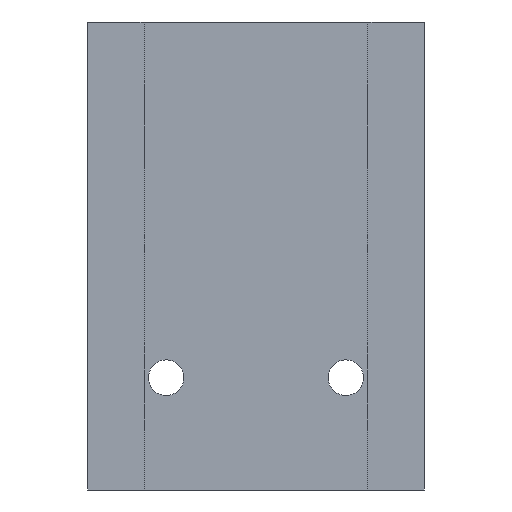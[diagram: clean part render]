
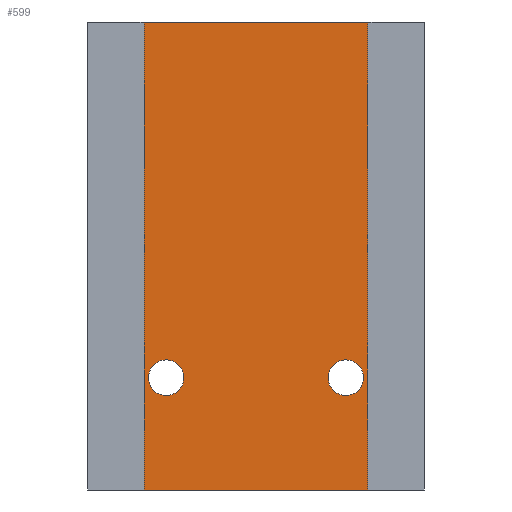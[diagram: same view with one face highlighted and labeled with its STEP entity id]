
A CAD part, front view. The second image highlights one B-rep face of the part: STEP entity #599.
In plain terms, the highlighted planar face has unit normal (0, -1, 0).
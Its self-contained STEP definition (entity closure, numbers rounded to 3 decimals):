
#29=FACE_BOUND('',#229,.T.);
#30=FACE_BOUND('',#230,.T.);
#43=PLANE('',#670);
#93=LINE('',#1216,#143);
#94=LINE('',#1219,#144);
#95=LINE('',#1221,#145);
#96=LINE('',#1222,#146);
#143=VECTOR('',#826,10.);
#144=VECTOR('',#829,10.);
#145=VECTOR('',#830,10.);
#146=VECTOR('',#831,10.);
#188=FACE_OUTER_BOUND('',#228,.T.);
#228=EDGE_LOOP('',(#537,#538,#539,#540));
#229=EDGE_LOOP('',(#541));
#230=EDGE_LOOP('',(#542));
#253=CIRCLE('',#640,0.95);
#255=CIRCLE('',#644,0.95);
#293=VERTEX_POINT('',#1136);
#295=VERTEX_POINT('',#1144);
#316=VERTEX_POINT('',#1212);
#317=VERTEX_POINT('',#1214);
#318=VERTEX_POINT('',#1218);
#319=VERTEX_POINT('',#1220);
#358=EDGE_CURVE('',#293,#293,#253,.T.);
#362=EDGE_CURVE('',#295,#295,#255,.T.);
#397=EDGE_CURVE('',#316,#317,#93,.T.);
#398=EDGE_CURVE('',#318,#316,#94,.T.);
#399=EDGE_CURVE('',#319,#317,#95,.T.);
#400=EDGE_CURVE('',#318,#319,#96,.T.);
#537=ORIENTED_EDGE('',*,*,#398,.T.);
#538=ORIENTED_EDGE('',*,*,#397,.T.);
#539=ORIENTED_EDGE('',*,*,#399,.F.);
#540=ORIENTED_EDGE('',*,*,#400,.F.);
#541=ORIENTED_EDGE('',*,*,#358,.T.);
#542=ORIENTED_EDGE('',*,*,#362,.T.);
#599=ADVANCED_FACE('',(#188,#29,#30),#43,.T.);
#640=AXIS2_PLACEMENT_3D('',#1138,#742,#743);
#644=AXIS2_PLACEMENT_3D('',#1146,#752,#753);
#670=AXIS2_PLACEMENT_3D('',#1217,#827,#828);
#742=DIRECTION('center_axis',(0.,1.,0.));
#743=DIRECTION('ref_axis',(-1.,0.,0.));
#752=DIRECTION('center_axis',(0.,1.,0.));
#753=DIRECTION('ref_axis',(-1.,0.,0.));
#826=DIRECTION('',(0.,0.,-1.));
#827=DIRECTION('center_axis',(0.,-1.,0.));
#828=DIRECTION('ref_axis',(-1.,0.,0.));
#829=DIRECTION('',(-1.,0.,0.));
#830=DIRECTION('',(-1.,0.,0.));
#831=DIRECTION('',(0.,0.,-1.));
#1136=CARTESIAN_POINT('',(-3.85,2.5,81.));
#1138=CARTESIAN_POINT('Origin',(-4.8,2.5,81.));
#1144=CARTESIAN_POINT('',(5.75,2.5,81.));
#1146=CARTESIAN_POINT('Origin',(4.8,2.5,81.));
#1212=CARTESIAN_POINT('',(-5.982,2.5,100.));
#1214=CARTESIAN_POINT('',(-5.982,2.5,75.));
#1216=CARTESIAN_POINT('',(-5.982,2.5,100.));
#1217=CARTESIAN_POINT('Origin',(5.982,2.5,100.));
#1218=CARTESIAN_POINT('',(5.982,2.5,100.));
#1219=CARTESIAN_POINT('',(5.982,2.5,100.));
#1220=CARTESIAN_POINT('',(5.982,2.5,75.));
#1221=CARTESIAN_POINT('',(5.982,2.5,75.));
#1222=CARTESIAN_POINT('',(5.982,2.5,100.));
